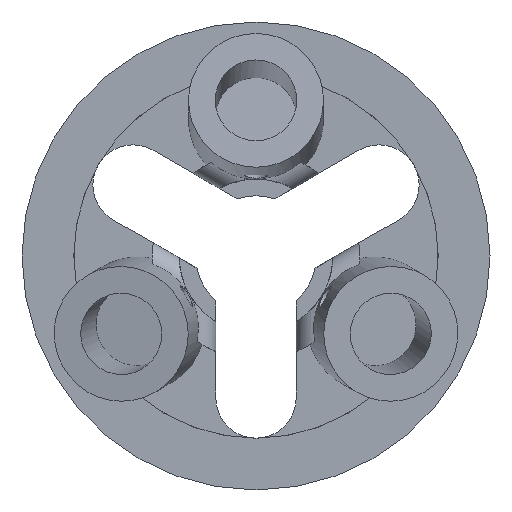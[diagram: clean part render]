
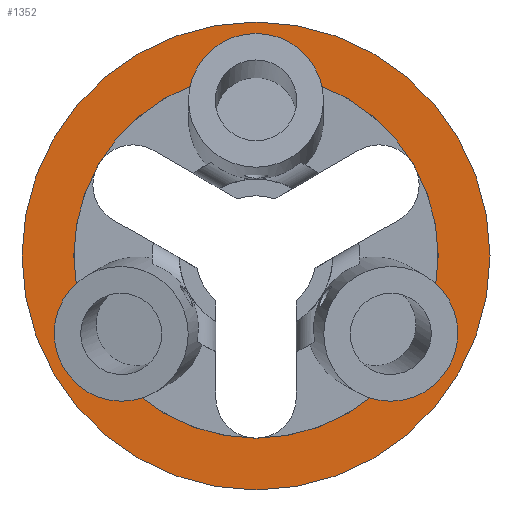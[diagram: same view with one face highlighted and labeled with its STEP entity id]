
A CAD part, front view. The second image highlights one B-rep face of the part: STEP entity #1352.
In plain terms, the highlighted planar face has unit normal (0, -1, 0).
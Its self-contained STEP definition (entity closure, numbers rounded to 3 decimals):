
#28=FACE_BOUND('',#303,.T.);
#38=ELLIPSE('',#1411,20.399,20.2);
#41=ELLIPSE('',#1414,20.399,20.2);
#44=ELLIPSE('',#1427,20.399,20.2);
#46=ELLIPSE('',#1429,20.399,20.2);
#48=ELLIPSE('',#1440,20.399,20.2);
#52=ELLIPSE('',#1444,20.399,20.2);
#85=CIRCLE('',#1460,54.5);
#89=CIRCLE('',#1470,54.5);
#95=CIRCLE('',#1484,54.5);
#113=CIRCLE('',#1522,70.);
#144=PLANE('',#1521);
#216=FACE_OUTER_BOUND('',#302,.T.);
#302=EDGE_LOOP('',(#1194));
#303=EDGE_LOOP('',(#1195,#1196,#1197,#1198,#1199,#1200,#1201,#1202,#1203));
#565=VERTEX_POINT('',#2301);
#566=VERTEX_POINT('',#2303);
#569=VERTEX_POINT('',#2315);
#582=VERTEX_POINT('',#2428);
#583=VERTEX_POINT('',#2430);
#585=VERTEX_POINT('',#2440);
#593=VERTEX_POINT('',#2531);
#594=VERTEX_POINT('',#2533);
#597=VERTEX_POINT('',#2546);
#638=VERTEX_POINT('',#2852);
#714=EDGE_CURVE('',#566,#565,#38,.T.);
#719=EDGE_CURVE('',#565,#569,#41,.T.);
#736=EDGE_CURVE('',#583,#582,#44,.T.);
#740=EDGE_CURVE('',#582,#585,#46,.T.);
#751=EDGE_CURVE('',#594,#593,#48,.T.);
#757=EDGE_CURVE('',#593,#597,#52,.T.);
#780=EDGE_CURVE('',#566,#585,#85,.T.);
#792=EDGE_CURVE('',#594,#569,#89,.T.);
#798=EDGE_CURVE('',#583,#597,#95,.T.);
#834=EDGE_CURVE('',#638,#638,#113,.T.);
#1194=ORIENTED_EDGE('',*,*,#834,.F.);
#1195=ORIENTED_EDGE('',*,*,#736,.T.);
#1196=ORIENTED_EDGE('',*,*,#740,.T.);
#1197=ORIENTED_EDGE('',*,*,#780,.F.);
#1198=ORIENTED_EDGE('',*,*,#714,.T.);
#1199=ORIENTED_EDGE('',*,*,#719,.T.);
#1200=ORIENTED_EDGE('',*,*,#792,.F.);
#1201=ORIENTED_EDGE('',*,*,#751,.T.);
#1202=ORIENTED_EDGE('',*,*,#757,.T.);
#1203=ORIENTED_EDGE('',*,*,#798,.F.);
#1352=ADVANCED_FACE('',(#216,#28),#144,.T.);
#1411=AXIS2_PLACEMENT_3D('',#2304,#1641,#1642);
#1414=AXIS2_PLACEMENT_3D('',#2322,#1647,#1648);
#1427=AXIS2_PLACEMENT_3D('',#2431,#1677,#1678);
#1429=AXIS2_PLACEMENT_3D('',#2447,#1681,#1682);
#1440=AXIS2_PLACEMENT_3D('',#2534,#1704,#1705);
#1444=AXIS2_PLACEMENT_3D('',#2553,#1712,#1713);
#1460=AXIS2_PLACEMENT_3D('',#2631,#1755,#1756);
#1470=AXIS2_PLACEMENT_3D('',#2653,#1783,#1784);
#1484=AXIS2_PLACEMENT_3D('',#2667,#1811,#1812);
#1521=AXIS2_PLACEMENT_3D('',#2851,#1897,#1898);
#1522=AXIS2_PLACEMENT_3D('',#2853,#1899,#1900);
#1641=DIRECTION('center_axis',(0.,1.,0.));
#1642=DIRECTION('ref_axis',(0.866,0.,0.5));
#1647=DIRECTION('center_axis',(0.,1.,0.));
#1648=DIRECTION('ref_axis',(0.866,0.,0.5));
#1677=DIRECTION('center_axis',(0.,1.,0.));
#1678=DIRECTION('ref_axis',(-0.866,0.,0.5));
#1681=DIRECTION('center_axis',(0.,1.,0.));
#1682=DIRECTION('ref_axis',(-0.866,0.,0.5));
#1704=DIRECTION('center_axis',(0.,1.,0.));
#1705=DIRECTION('ref_axis',(0.,0.,-1.));
#1712=DIRECTION('center_axis',(0.,1.,0.));
#1713=DIRECTION('ref_axis',(0.,0.,-1.));
#1755=DIRECTION('center_axis',(0.,-1.,0.));
#1756=DIRECTION('ref_axis',(1.,0.,0.));
#1783=DIRECTION('center_axis',(0.,-1.,0.));
#1784=DIRECTION('ref_axis',(1.,0.,0.));
#1811=DIRECTION('center_axis',(0.,-1.,0.));
#1812=DIRECTION('ref_axis',(1.,0.,0.));
#1897=DIRECTION('center_axis',(0.,-1.,0.));
#1898=DIRECTION('ref_axis',(0.,0.,-1.));
#1899=DIRECTION('center_axis',(0.,1.,0.));
#1900=DIRECTION('ref_axis',(1.,0.,0.));
#2301=CARTESIAN_POINT('',(-55.275,140.,-31.913));
#2303=CARTESIAN_POINT('',(-35.002,140.,-41.774));
#2304=CARTESIAN_POINT('Origin',(-37.61,140.,-21.714));
#2315=CARTESIAN_POINT('',(-53.679,140.,-9.426));
#2322=CARTESIAN_POINT('Origin',(-37.61,140.,-21.714));
#2428=CARTESIAN_POINT('',(55.275,140.,-31.913));
#2430=CARTESIAN_POINT('',(53.679,140.,-9.426));
#2431=CARTESIAN_POINT('Origin',(37.61,140.,-21.714));
#2440=CARTESIAN_POINT('',(35.002,140.,-41.774));
#2447=CARTESIAN_POINT('Origin',(37.61,140.,-21.714));
#2531=CARTESIAN_POINT('',(0.,140.,63.826));
#2533=CARTESIAN_POINT('',(-18.676,140.,51.2));
#2534=CARTESIAN_POINT('Origin',(0.,140.,43.428));
#2546=CARTESIAN_POINT('',(18.676,140.,51.2));
#2553=CARTESIAN_POINT('Origin',(0.,140.,43.428));
#2631=CARTESIAN_POINT('Origin',(0.,140.,0.));
#2653=CARTESIAN_POINT('Origin',(0.,140.,0.));
#2667=CARTESIAN_POINT('Origin',(0.,140.,0.));
#2851=CARTESIAN_POINT('Origin',(0.,140.,70.));
#2852=CARTESIAN_POINT('',(0.,140.,-70.));
#2853=CARTESIAN_POINT('Origin',(0.,140.,0.));
